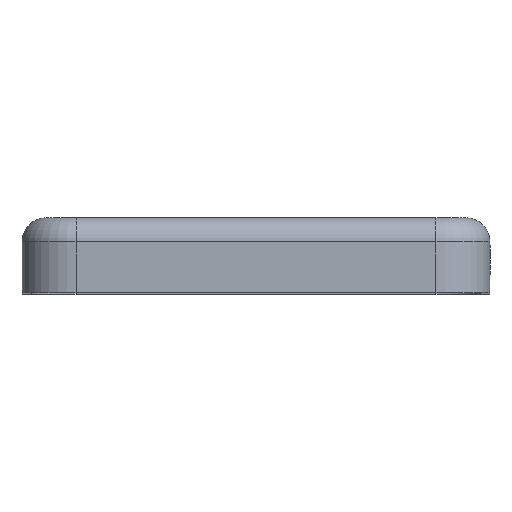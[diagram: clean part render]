
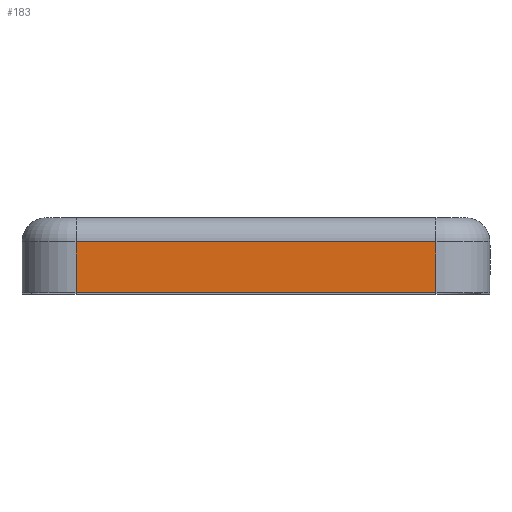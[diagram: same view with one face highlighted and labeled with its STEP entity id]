
A CAD part, top view. The second image highlights one B-rep face of the part: STEP entity #183.
In plain terms, the highlighted planar face has unit normal (0, 0, 1).
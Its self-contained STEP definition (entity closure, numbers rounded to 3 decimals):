
#183 = ADVANCED_FACE ( 'NONE', ( #1746 ), #694, .F. ) ;
#292 = VECTOR ( 'NONE', #613, 1000. ) ;
#299 = DIRECTION ( 'NONE',  ( -1., 0., 0. ) ) ;
#414 = EDGE_CURVE ( 'NONE', #710, #2162, #2183, .T. ) ;
#466 = ORIENTED_EDGE ( 'NONE', *, *, #1546, .F. ) ;
#472 = CARTESIAN_POINT ( 'NONE',  ( -6., -2.5, 13.4 ) ) ;
#573 = CARTESIAN_POINT ( 'NONE',  ( 6., -2.5, 13.4 ) ) ;
#580 = CARTESIAN_POINT ( 'NONE',  ( -6., 0., 13.4 ) ) ;
#613 = DIRECTION ( 'NONE',  ( -1., 0., 0. ) ) ;
#636 = ORIENTED_EDGE ( 'NONE', *, *, #1495, .T. ) ;
#680 = VERTEX_POINT ( 'NONE', #2524 ) ;
#694 = PLANE ( 'NONE',  #2344 ) ;
#698 = EDGE_LOOP ( 'NONE', ( #2283, #466, #636, #1995 ) ) ;
#710 = VERTEX_POINT ( 'NONE', #966 ) ;
#822 = LINE ( 'NONE', #573, #2455 ) ;
#848 = VECTOR ( 'NONE', #1749, 1000. ) ;
#934 = CARTESIAN_POINT ( 'NONE',  ( 6., -0.8, 13.4 ) ) ;
#963 = DIRECTION ( 'NONE',  ( 0., -1., 0. ) ) ;
#966 = CARTESIAN_POINT ( 'NONE',  ( -6., -0.8, 13.4 ) ) ;
#1368 = EDGE_CURVE ( 'NONE', #680, #2162, #822, .T. ) ;
#1379 = LINE ( 'NONE', #1759, #292 ) ;
#1424 = VERTEX_POINT ( 'NONE', #934 ) ;
#1495 = EDGE_CURVE ( 'NONE', #1424, #710, #1379, .T. ) ;
#1546 = EDGE_CURVE ( 'NONE', #1424, #680, #2268, .T. ) ;
#1646 = VECTOR ( 'NONE', #963, 1000. ) ;
#1660 = CARTESIAN_POINT ( 'NONE',  ( 6., 0., 13.4 ) ) ;
#1746 = FACE_OUTER_BOUND ( 'NONE', #698, .T. ) ;
#1749 = DIRECTION ( 'NONE',  ( 0., -1., 0. ) ) ;
#1759 = CARTESIAN_POINT ( 'NONE',  ( 6., -0.8, 13.4 ) ) ;
#1762 = CARTESIAN_POINT ( 'NONE',  ( 6., 0., 13.4 ) ) ;
#1903 = DIRECTION ( 'NONE',  ( -1., 0., 0. ) ) ;
#1995 = ORIENTED_EDGE ( 'NONE', *, *, #414, .T. ) ;
#2162 = VERTEX_POINT ( 'NONE', #472 ) ;
#2183 = LINE ( 'NONE', #580, #1646 ) ;
#2268 = LINE ( 'NONE', #1762, #848 ) ;
#2283 = ORIENTED_EDGE ( 'NONE', *, *, #1368, .F. ) ;
#2298 = DIRECTION ( 'NONE',  ( 0., 0., -1. ) ) ;
#2344 = AXIS2_PLACEMENT_3D ( 'NONE', #1660, #2298, #299 ) ;
#2455 = VECTOR ( 'NONE', #1903, 1000. ) ;
#2524 = CARTESIAN_POINT ( 'NONE',  ( 6., -2.5, 13.4 ) ) ;
